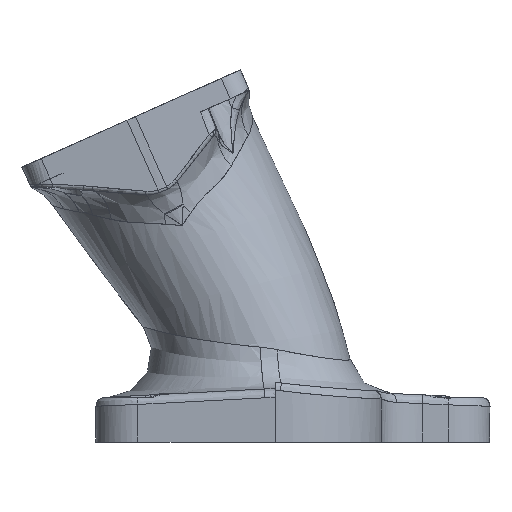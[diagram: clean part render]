
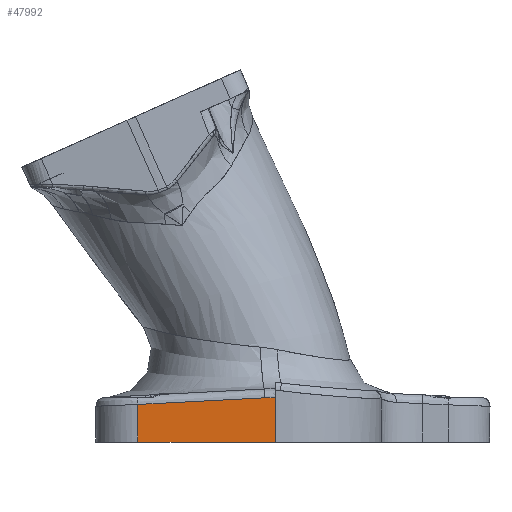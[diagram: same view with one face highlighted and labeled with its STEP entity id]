
A CAD part, left-side view. The second image highlights one B-rep face of the part: STEP entity #47992.
In plain terms, the highlighted free-form (B-spline) face has degree [1, 1] with [2, 2] control points.
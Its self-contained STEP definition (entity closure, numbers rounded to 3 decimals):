
#47992 = ADVANCED_FACE('',(#47993),#48032,.T.);
#47993 = FACE_BOUND('',#47994,.T.);
#47994 = EDGE_LOOP('',(#47995,#48004,#48011,#48018,#48027));
#47995 = ORIENTED_EDGE('',*,*,#47996,.T.);
#47996 = EDGE_CURVE('',#47997,#47999,#48001,.T.);
#47997 = VERTEX_POINT('',#47998);
#47998 = CARTESIAN_POINT('',(-221.88,0.,0.));
#47999 = VERTEX_POINT('',#48000);
#48000 = CARTESIAN_POINT('',(-219.814,39.421,0.));
#48001 = B_SPLINE_CURVE_WITH_KNOTS('',1,(#48002,#48003),.UNSPECIFIED.,
  .F.,.F.,(2,2),(0.,31.066),.PIECEWISE_BEZIER_KNOTS.);
#48002 = CARTESIAN_POINT('',(-221.88,0.,0.));
#48003 = CARTESIAN_POINT('',(-219.814,39.421,0.));
#48004 = ORIENTED_EDGE('',*,*,#48005,.T.);
#48005 = EDGE_CURVE('',#47999,#48006,#48008,.T.);
#48006 = VERTEX_POINT('',#48007);
#48007 = CARTESIAN_POINT('',(-219.814,39.421,
    10.8));
#48008 = B_SPLINE_CURVE_WITH_KNOTS('',1,(#48009,#48010),.UNSPECIFIED.,
  .F.,.F.,(2,2),(0.,8.499),.PIECEWISE_BEZIER_KNOTS.);
#48009 = CARTESIAN_POINT('',(-219.814,39.421,0.));
#48010 = CARTESIAN_POINT('',(-219.814,39.421,
    10.8));
#48011 = ORIENTED_EDGE('',*,*,#48012,.T.);
#48012 = EDGE_CURVE('',#48006,#48013,#48015,.T.);
#48013 = VERTEX_POINT('',#48014);
#48014 = CARTESIAN_POINT('',(-221.72,3.051,
    12.706));
#48015 = B_SPLINE_CURVE_WITH_KNOTS('',1,(#48016,#48017),.UNSPECIFIED.,
  .F.,.F.,(2,2),(0.,28.701),.PIECEWISE_BEZIER_KNOTS.);
#48016 = CARTESIAN_POINT('',(-219.814,39.421,
    10.8));
#48017 = CARTESIAN_POINT('',(-221.72,3.051,
    12.706));
#48018 = ORIENTED_EDGE('',*,*,#48019,.T.);
#48019 = EDGE_CURVE('',#48013,#48020,#48022,.T.);
#48020 = VERTEX_POINT('',#48021);
#48021 = CARTESIAN_POINT('',(-221.88,0.,12.79));
#48022 = ( BOUNDED_CURVE() B_SPLINE_CURVE(3,(#48023,#48024,#48025,#48026
),.UNSPECIFIED.,.F.,.F.) B_SPLINE_CURVE_WITH_KNOTS((4,4),(0.,1.),
.PIECEWISE_BEZIER_KNOTS.) CURVE() GEOMETRIC_REPRESENTATION_ITEM() 
RATIONAL_B_SPLINE_CURVE((1.,1.,1.,1.)) 
REPRESENTATION_ITEM('') );
#48023 = CARTESIAN_POINT('',(-221.72,3.051,
    12.706));
#48024 = CARTESIAN_POINT('',(-221.773,2.035,
    12.76));
#48025 = CARTESIAN_POINT('',(-221.827,1.018,
    12.787));
#48026 = CARTESIAN_POINT('',(-221.88,0.,12.79));
#48027 = ORIENTED_EDGE('',*,*,#48028,.T.);
#48028 = EDGE_CURVE('',#48020,#47997,#48029,.T.);
#48029 = B_SPLINE_CURVE_WITH_KNOTS('',1,(#48030,#48031),.UNSPECIFIED.,
  .F.,.F.,(2,2),(0.,10.065),.PIECEWISE_BEZIER_KNOTS.);
#48030 = CARTESIAN_POINT('',(-221.88,0.,12.79));
#48031 = CARTESIAN_POINT('',(-221.88,0.,0.));
#48032 = B_SPLINE_SURFACE_WITH_KNOTS('',1,1,(
    (#48033,#48034)
    ,(#48035,#48036
    )),.UNSPECIFIED.,.F.,.F.,.F.,(2,2),(2,2),(0.,1.),(0.,1.),
  .PIECEWISE_BEZIER_KNOTS.);
#48033 = CARTESIAN_POINT('',(-221.88,0.,0.));
#48034 = CARTESIAN_POINT('',(-221.88,0.,12.866));
#48035 = CARTESIAN_POINT('',(-219.814,39.421,0.));
#48036 = CARTESIAN_POINT('',(-219.814,39.421,
    12.866));
